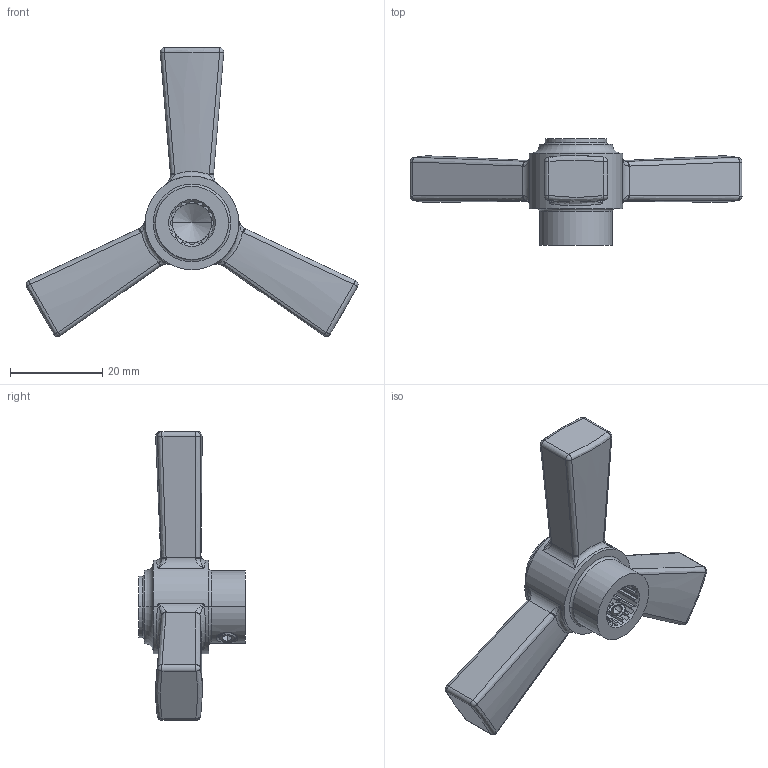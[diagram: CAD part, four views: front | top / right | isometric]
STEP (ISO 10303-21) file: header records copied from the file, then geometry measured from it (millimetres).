
FILE_DESCRIPTION((''),'2;1');
FILE_NAME('2-435_ASM','2020-01-08T09:20:44',('rsmith'),(''),'CREO PARAMETRIC BY PTC INC, 2018400','CREO PARAMETRIC BY PTC INC, 2018400','');
FILE_SCHEMA(('CONFIG_CONTROL_DESIGN'));
Length unit declared in the file: inch
Products named in the file (3): 11090; 92000; 2-435_ASM
Assembly tree (3 placements, depth 2):
  2-435_ASM
    11090
    92000  x2
Bounding box: 72.14 x 23.19 x 62.75 mm (x, y, z)
Volume: 13926.1 mm3; surface area: 11468.6 mm2
Topology: 3 solids, 6 shells, 442 faces, 1106 edges, 678 vertices
Faces by surface type: bspline 173, plane 118, cylinder 93, sphere 28, cone 18, torus 12
Entity records: 22673 total; most frequent: CARTESIAN_POINT 14515, ORIENTED_EDGE 1967, DIRECTION 1227, EDGE_CURVE 993, VERTEX_POINT 606, B_SPLINE_CURVE_WITH_KNOTS 499, AXIS2_PLACEMENT_3D 485, EDGE_LOOP 418
